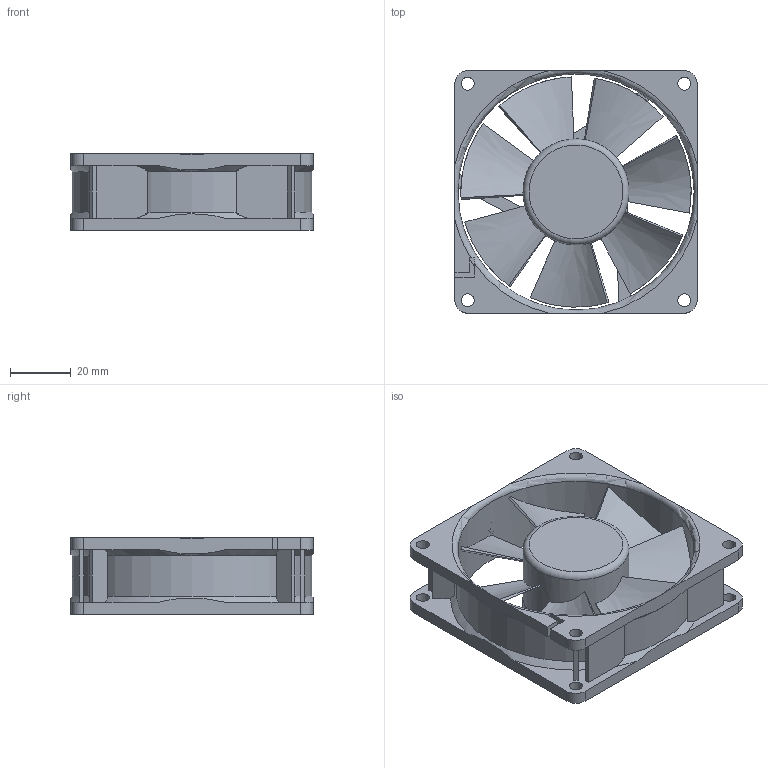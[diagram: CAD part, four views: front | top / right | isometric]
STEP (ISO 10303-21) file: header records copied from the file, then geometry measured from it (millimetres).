
FILE_DESCRIPTION(/* description */ (''),/* implementation_level */ '2;1');
FILE_NAME(/* name */ '80mm fan.step',/* time_stamp */ '2018-07-22T12:37:06+02:00',/* author */ ('boelle'),/* organization */ (''),/* preprocessor_version */ 'ST-DEVELOPER v17',/* originating_system */ 'Autodesk Translation Framework v7.1.0.215',/* authorisation */ '');
FILE_SCHEMA (('AUTOMOTIVE_DESIGN { 1 0 10303 214 3 1 1 }'));
Length unit declared in the file: millimetre
Products named in the file (2): 80mm fan; 1939K33
Assembly tree (1 placements, depth 2):
  80mm fan
    1939K33
Bounding box: 80 x 80 x 25.4 mm (x, y, z)
Volume: 45367.6 mm3; surface area: 36334.9 mm2
Topology: 2 solids, 2 shells, 140 faces, 462 edges, 313 vertices
Faces by surface type: plane 85, cylinder 34, bspline 17, torus 2, cone 2
Full cylindrical faces by diameter (mm): 4.318 x8, 35 x1, 78 x1, 79 x1
Entity records: 5778 total; most frequent: CARTESIAN_POINT 1674, ORIENTED_EDGE 924, DIRECTION 795, EDGE_CURVE 462, VERTEX_POINT 313, AXIS2_PLACEMENT_3D 276, LINE 243, VECTOR 243
